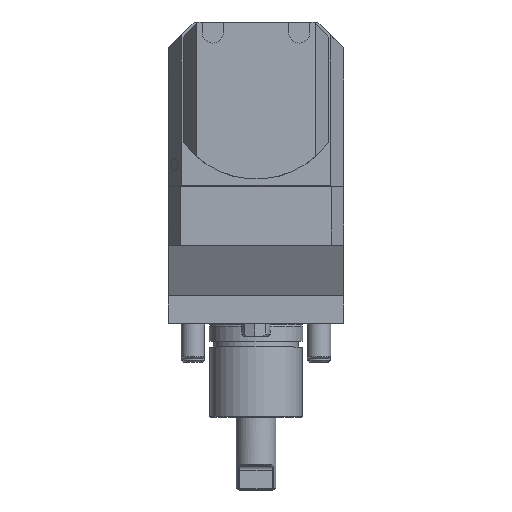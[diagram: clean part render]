
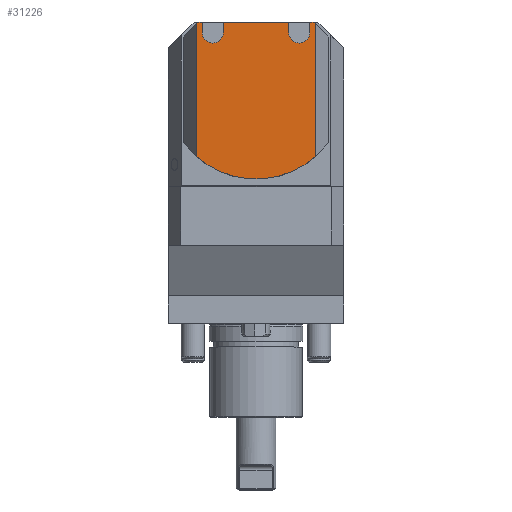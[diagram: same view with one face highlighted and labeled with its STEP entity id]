
A CAD part, top view. The second image highlights one B-rep face of the part: STEP entity #31226.
In plain terms, the highlighted planar face has unit normal (0, 0, 1).
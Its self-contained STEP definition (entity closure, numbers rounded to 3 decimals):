
#178 = CARTESIAN_POINT ( 'NONE',  ( -22.404, 76.5, 96.5 ) ) ;
#250 = CARTESIAN_POINT ( 'NONE',  ( -30.654, 81., 96.5 ) ) ;
#433 = ORIENTED_EDGE ( 'NONE', *, *, #18198, .T. ) ;
#443 = DIRECTION ( 'NONE',  ( 0., -1., 0. ) ) ;
#568 = DIRECTION ( 'NONE',  ( 0., 0., 1. ) ) ;
#900 = CARTESIAN_POINT ( 'NONE',  ( -22.404, 52., 96.5 ) ) ;
#1195 = VERTEX_POINT ( 'NONE', #24271 ) ;
#1415 = LINE ( 'NONE', #900, #31059 ) ;
#2588 = CARTESIAN_POINT ( 'NONE',  ( -24.881, 80.531, 96.5 ) ) ;
#2685 = LINE ( 'NONE', #24208, #12475 ) ;
#2692 = ORIENTED_EDGE ( 'NONE', *, *, #13766, .T. ) ;
#2716 = DIRECTION ( 'NONE',  ( 0., -1., 0. ) ) ;
#2800 = CARTESIAN_POINT ( 'NONE',  ( 14.596, 81., 96.5 ) ) ;
#2963 = EDGE_CURVE ( 'NONE', #24659, #23994, #2685, .T. ) ;
#3297 = CARTESIAN_POINT ( 'NONE',  ( 0.596, 52., 96.5 ) ) ;
#3413 = DIRECTION ( 'NONE',  ( 0., 0., 1. ) ) ;
#3678 = VERTEX_POINT ( 'NONE', #6788 ) ;
#3924 = ORIENTED_EDGE ( 'NONE', *, *, #29900, .T. ) ;
#3958 = CARTESIAN_POINT ( 'NONE',  ( 25.537, 81., 96.5 ) ) ;
#4941 = DIRECTION ( 'NONE',  ( 0., 1., 0. ) ) ;
#5326 = ORIENTED_EDGE ( 'NONE', *, *, #34850, .T. ) ;
#6788 = CARTESIAN_POINT ( 'NONE',  ( -22.404, 81., 96.5 ) ) ;
#6823 = VECTOR ( 'NONE', #4941, 1000. ) ;
#6899 = AXIS2_PLACEMENT_3D ( 'NONE', #29538, #568, #2716 ) ;
#7152 = ORIENTED_EDGE ( 'NONE', *, *, #26263, .T. ) ;
#7289 = AXIS2_PLACEMENT_3D ( 'NONE', #33285, #24812, #443 ) ;
#8430 = DIRECTION ( 'NONE',  ( 0., -1., 0. ) ) ;
#8692 = PLANE ( 'NONE',  #6899 ) ;
#9399 = CARTESIAN_POINT ( 'NONE',  ( 14.596, 52., 96.5 ) ) ;
#9488 = LINE ( 'NONE', #25021, #13422 ) ;
#9826 = ORIENTED_EDGE ( 'NONE', *, *, #26982, .T. ) ;
#9849 = CARTESIAN_POINT ( 'NONE',  ( 23.596, 76.5, 96.5 ) ) ;
#10341 = CARTESIAN_POINT ( 'NONE',  ( 19.096, 76.5, 96.5 ) ) ;
#10805 = DIRECTION ( 'NONE',  ( 0., -1., 0. ) ) ;
#11260 = ORIENTED_EDGE ( 'NONE', *, *, #16012, .T. ) ;
#11416 = DIRECTION ( 'NONE',  ( 0., 0., -1. ) ) ;
#11798 = CARTESIAN_POINT ( 'NONE',  ( 14.596, 76.5, 96.5 ) ) ;
#12143 = LINE ( 'NONE', #34187, #29236 ) ;
#12204 = DIRECTION ( 'NONE',  ( 0., 1., 0. ) ) ;
#12475 = VECTOR ( 'NONE', #10805, 1000. ) ;
#12635 = DIRECTION ( 'NONE',  ( 0., 0., -1. ) ) ;
#12732 = VERTEX_POINT ( 'NONE', #28135 ) ;
#13220 = VERTEX_POINT ( 'NONE', #23313 ) ;
#13422 = VECTOR ( 'NONE', #33668, 1000. ) ;
#13491 = DIRECTION ( 'NONE',  ( -1., 0., 0. ) ) ;
#13766 = EDGE_CURVE ( 'NONE', #21179, #16752, #25958, .T. ) ;
#14005 = VECTOR ( 'NONE', #23042, 1000. ) ;
#14064 = DIRECTION ( 'NONE',  ( 0., 0., 1. ) ) ;
#14181 = DIRECTION ( 'NONE',  ( 0., -1., 0. ) ) ;
#14385 = EDGE_CURVE ( 'NONE', #22401, #3678, #1415, .T. ) ;
#14470 = CARTESIAN_POINT ( 'NONE',  ( -24.881, 23.469, 96.5 ) ) ;
#15040 = ORIENTED_EDGE ( 'NONE', *, *, #23036, .T. ) ;
#15967 = AXIS2_PLACEMENT_3D ( 'NONE', #3297, #14064, #8430 ) ;
#16012 = EDGE_CURVE ( 'NONE', #19555, #26261, #32313, .T. ) ;
#16439 = AXIS2_PLACEMENT_3D ( 'NONE', #10341, #12635, #23561 ) ;
#16568 = AXIS2_PLACEMENT_3D ( 'NONE', #29768, #11416, #27609 ) ;
#16642 = VERTEX_POINT ( 'NONE', #2800 ) ;
#16752 = VERTEX_POINT ( 'NONE', #11798 ) ;
#16771 = VECTOR ( 'NONE', #13491, 1000. ) ;
#18198 = EDGE_CURVE ( 'NONE', #26261, #22722, #22747, .T. ) ;
#18752 = CIRCLE ( 'NONE', #15967, 38.25 ) ;
#19446 = LINE ( 'NONE', #9399, #26993 ) ;
#19555 = VERTEX_POINT ( 'NONE', #25883 ) ;
#20432 = DIRECTION ( 'NONE',  ( -1., 0., 0. ) ) ;
#21179 = VERTEX_POINT ( 'NONE', #9849 ) ;
#21557 = ORIENTED_EDGE ( 'NONE', *, *, #33158, .T. ) ;
#21892 = ORIENTED_EDGE ( 'NONE', *, *, #2963, .T. ) ;
#21974 = EDGE_CURVE ( 'NONE', #22722, #21179, #12143, .T. ) ;
#21996 = EDGE_CURVE ( 'NONE', #16642, #13220, #23219, .T. ) ;
#22401 = VERTEX_POINT ( 'NONE', #178 ) ;
#22494 = CIRCLE ( 'NONE', #7289, 38.25 ) ;
#22722 = VERTEX_POINT ( 'NONE', #29275 ) ;
#22747 = LINE ( 'NONE', #33542, #27952 ) ;
#23036 = EDGE_CURVE ( 'NONE', #1195, #24659, #22494, .T. ) ;
#23042 = DIRECTION ( 'NONE',  ( -1., 0., 0. ) ) ;
#23219 = LINE ( 'NONE', #34019, #14005 ) ;
#23313 = CARTESIAN_POINT ( 'NONE',  ( -13.404, 81., 96.5 ) ) ;
#23561 = DIRECTION ( 'NONE',  ( 0., -1., 0. ) ) ;
#23994 = VERTEX_POINT ( 'NONE', #14470 ) ;
#24208 = CARTESIAN_POINT ( 'NONE',  ( -24.881, 52., 96.5 ) ) ;
#24271 = CARTESIAN_POINT ( 'NONE',  ( -24.345, 81., 96.5 ) ) ;
#24349 = CARTESIAN_POINT ( 'NONE',  ( 26.072, 52., 96.5 ) ) ;
#24659 = VERTEX_POINT ( 'NONE', #2588 ) ;
#24812 = DIRECTION ( 'NONE',  ( 0., 0., 1. ) ) ;
#24942 = DIRECTION ( 'NONE',  ( 0., 1., 0. ) ) ;
#25021 = CARTESIAN_POINT ( 'NONE',  ( -13.404, 52., 96.5 ) ) ;
#25883 = CARTESIAN_POINT ( 'NONE',  ( 26.072, 80.531, 96.5 ) ) ;
#25958 = CIRCLE ( 'NONE', #16439, 4.5 ) ;
#26007 = EDGE_LOOP ( 'NONE', ( #21557, #3924, #11260, #433, #26517, #2692, #9826, #33929, #7152, #28616, #33502, #5326, #15040, #21892 ) ) ;
#26261 = VERTEX_POINT ( 'NONE', #3958 ) ;
#26263 = EDGE_CURVE ( 'NONE', #13220, #26946, #9488, .T. ) ;
#26517 = ORIENTED_EDGE ( 'NONE', *, *, #21974, .T. ) ;
#26678 = AXIS2_PLACEMENT_3D ( 'NONE', #27580, #3413, #14181 ) ;
#26896 = LINE ( 'NONE', #250, #16771 ) ;
#26946 = VERTEX_POINT ( 'NONE', #33250 ) ;
#26982 = EDGE_CURVE ( 'NONE', #16752, #16642, #19446, .T. ) ;
#26993 = VECTOR ( 'NONE', #24942, 1000. ) ;
#27580 = CARTESIAN_POINT ( 'NONE',  ( 0.596, 52., 96.5 ) ) ;
#27609 = DIRECTION ( 'NONE',  ( 0., -1., 0. ) ) ;
#27952 = VECTOR ( 'NONE', #20432, 1000. ) ;
#28135 = CARTESIAN_POINT ( 'NONE',  ( 26.072, 23.469, 96.5 ) ) ;
#28376 = CIRCLE ( 'NONE', #16568, 4.5 ) ;
#28616 = ORIENTED_EDGE ( 'NONE', *, *, #32029, .T. ) ;
#29236 = VECTOR ( 'NONE', #33489, 1000. ) ;
#29275 = CARTESIAN_POINT ( 'NONE',  ( 23.596, 81., 96.5 ) ) ;
#29538 = CARTESIAN_POINT ( 'NONE',  ( 0.596, 52., 96.5 ) ) ;
#29768 = CARTESIAN_POINT ( 'NONE',  ( -17.904, 76.5, 96.5 ) ) ;
#29900 = EDGE_CURVE ( 'NONE', #12732, #19555, #34443, .T. ) ;
#31059 = VECTOR ( 'NONE', #12204, 1000. ) ;
#31226 = ADVANCED_FACE ( 'Defeature completata2_214', ( #32532 ), #8692, .T. ) ;
#32029 = EDGE_CURVE ( 'NONE', #26946, #22401, #28376, .T. ) ;
#32313 = CIRCLE ( 'NONE', #26678, 38.25 ) ;
#32532 = FACE_OUTER_BOUND ( 'NONE', #26007, .T. ) ;
#33158 = EDGE_CURVE ( 'NONE', #23994, #12732, #18752, .T. ) ;
#33250 = CARTESIAN_POINT ( 'NONE',  ( -13.404, 76.5, 96.5 ) ) ;
#33285 = CARTESIAN_POINT ( 'NONE',  ( 0.596, 52., 96.5 ) ) ;
#33489 = DIRECTION ( 'NONE',  ( 0., -1., 0. ) ) ;
#33502 = ORIENTED_EDGE ( 'NONE', *, *, #14385, .T. ) ;
#33542 = CARTESIAN_POINT ( 'NONE',  ( -30.654, 81., 96.5 ) ) ;
#33668 = DIRECTION ( 'NONE',  ( 0., -1., 0. ) ) ;
#33929 = ORIENTED_EDGE ( 'NONE', *, *, #21996, .T. ) ;
#34019 = CARTESIAN_POINT ( 'NONE',  ( -30.654, 81., 96.5 ) ) ;
#34187 = CARTESIAN_POINT ( 'NONE',  ( 23.596, 52., 96.5 ) ) ;
#34443 = LINE ( 'NONE', #24349, #6823 ) ;
#34850 = EDGE_CURVE ( 'NONE', #3678, #1195, #26896, .T. ) ;
